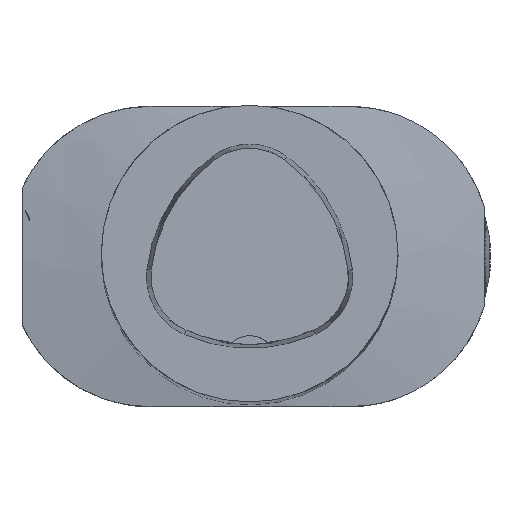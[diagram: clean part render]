
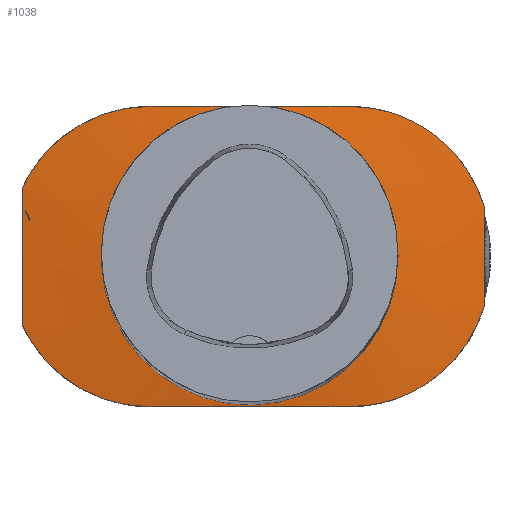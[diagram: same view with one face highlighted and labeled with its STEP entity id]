
A CAD part, top view. The second image highlights one B-rep face of the part: STEP entity #1038.
In plain terms, the highlighted conical face has half-angle 82 degrees and reference radius 64.99 mm.
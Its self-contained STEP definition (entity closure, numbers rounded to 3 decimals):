
#324=B_SPLINE_CURVE_WITH_KNOTS('',3,(#9627,#9628,#9629,#9630),
 .UNSPECIFIED.,.F.,.F.,(4,4),(0.,1.),.UNSPECIFIED.);
#325=B_SPLINE_CURVE_WITH_KNOTS('',3,(#9645,#9646,#9647,#9648,#9649,#9650,
#9651,#9652),.UNSPECIFIED.,.F.,.F.,(4,2,2,4),(0.,0.25,0.5,1.),
 .UNSPECIFIED.);
#326=B_SPLINE_CURVE_WITH_KNOTS('',3,(#9654,#9655,#9656,#9657,#9658,#9659,
#9660,#9661),.UNSPECIFIED.,.F.,.F.,(4,2,2,4),(0.,0.25,0.5,1.),
 .UNSPECIFIED.);
#327=B_SPLINE_CURVE_WITH_KNOTS('',3,(#9663,#9664,#9665,#9666,#9667,#9668),
 .UNSPECIFIED.,.F.,.F.,(4,2,4),(0.,0.5,1.),.UNSPECIFIED.);
#328=B_SPLINE_CURVE_WITH_KNOTS('',3,(#9670,#9671,#9672,#9673,#9674,#9675,
#9676,#9677,#9678,#9679),.UNSPECIFIED.,.F.,.F.,(4,2,2,2,4),(0.,0.25,0.5,
0.75,1.),.UNSPECIFIED.);
#329=B_SPLINE_CURVE_WITH_KNOTS('',3,(#9681,#9682,#9683,#9684),
 .UNSPECIFIED.,.F.,.F.,(4,4),(0.,1.),.UNSPECIFIED.);
#330=B_SPLINE_CURVE_WITH_KNOTS('',3,(#9686,#9687,#9688,#9689,#9690,#9691,
#9692,#9693,#9694,#9695),.UNSPECIFIED.,.F.,.F.,(4,2,2,2,4),(0.,0.25,0.5,
0.75,1.),.UNSPECIFIED.);
#331=B_SPLINE_CURVE_WITH_KNOTS('',3,(#9697,#9698,#9699,#9700,#9701,#9702),
 .UNSPECIFIED.,.F.,.F.,(4,2,4),(0.,0.5,1.),.UNSPECIFIED.);
#613=CONICAL_SURFACE('',#6996,64.99,82.);
#1038=ADVANCED_FACE('',(#2528,#2529),#613,.T.);
#2528=FACE_BOUND('',#2610,.T.);
#2529=FACE_BOUND('',#2611,.T.);
#2610=EDGE_LOOP('',(#3284));
#2611=EDGE_LOOP('',(#3285,#3286,#3287,#3288,#3289,#3290,#3291,#3292));
#3284=ORIENTED_EDGE('',*,*,#5677,.F.);
#3285=ORIENTED_EDGE('',*,*,#5936,.T.);
#3286=ORIENTED_EDGE('',*,*,#5930,.T.);
#3287=ORIENTED_EDGE('',*,*,#5937,.F.);
#3288=ORIENTED_EDGE('',*,*,#5938,.T.);
#3289=ORIENTED_EDGE('',*,*,#5939,.T.);
#3290=ORIENTED_EDGE('',*,*,#5940,.T.);
#3291=ORIENTED_EDGE('',*,*,#5941,.F.);
#3292=ORIENTED_EDGE('',*,*,#5942,.F.);
#4998=VERTEX_POINT('',#9108);
#5233=VERTEX_POINT('',#9622);
#5235=VERTEX_POINT('',#9626);
#5241=VERTEX_POINT('',#9653);
#5242=VERTEX_POINT('',#9662);
#5243=VERTEX_POINT('',#9669);
#5244=VERTEX_POINT('',#9680);
#5245=VERTEX_POINT('',#9685);
#5246=VERTEX_POINT('',#9696);
#5677=EDGE_CURVE('',#4998,#4998,#6688,.T.);
#5930=EDGE_CURVE('',#5233,#5235,#324,.T.);
#5936=EDGE_CURVE('',#5241,#5233,#325,.T.);
#5937=EDGE_CURVE('',#5242,#5235,#326,.T.);
#5938=EDGE_CURVE('',#5242,#5243,#327,.T.);
#5939=EDGE_CURVE('',#5243,#5244,#328,.T.);
#5940=EDGE_CURVE('',#5244,#5245,#329,.T.);
#5941=EDGE_CURVE('',#5246,#5245,#330,.T.);
#5942=EDGE_CURVE('',#5241,#5246,#331,.T.);
#6688=CIRCLE('',#6888,40.);
#6888=AXIS2_PLACEMENT_3D('',#9107,#7450,#7451);
#6996=AXIS2_PLACEMENT_3D('',#9703,#7841,#7842);
#7450=DIRECTION('',(0.,0.,1.));
#7451=DIRECTION('',(1.,0.,0.));
#7841=DIRECTION('',(0.,0.,-1.));
#7842=DIRECTION('',(-1.,0.,0.));
#9107=CARTESIAN_POINT('',(0.,0.,-458.488));
#9108=CARTESIAN_POINT('',(40.,0.,-458.488));
#9622=CARTESIAN_POINT('',(63.25,-13.49,-461.955));
#9626=CARTESIAN_POINT('',(63.25,13.49,-461.955));
#9627=CARTESIAN_POINT('',(63.25,-13.49,-461.955));
#9628=CARTESIAN_POINT('',(63.25,-4.493,-461.692));
#9629=CARTESIAN_POINT('',(63.25,4.507,-461.692));
#9630=CARTESIAN_POINT('',(63.25,13.49,-461.955));
#9645=CARTESIAN_POINT('',(26.874,-40.5,-459.697));
#9646=CARTESIAN_POINT('',(30.951,-40.5,-460.014));
#9647=CARTESIAN_POINT('',(34.925,-39.86,-460.297));
#9648=CARTESIAN_POINT('',(42.666,-37.303,-460.815));
#9649=CARTESIAN_POINT('',(46.247,-35.443,-461.037));
#9650=CARTESIAN_POINT('',(56.049,-28.172,-461.616));
#9651=CARTESIAN_POINT('',(60.905,-21.252,-461.861));
#9652=CARTESIAN_POINT('',(63.25,-13.49,-461.955));
#9653=CARTESIAN_POINT('',(26.874,-40.5,-459.697));
#9654=CARTESIAN_POINT('',(26.874,40.5,-459.697));
#9655=CARTESIAN_POINT('',(30.951,40.5,-460.014));
#9656=CARTESIAN_POINT('',(34.925,39.86,-460.297));
#9657=CARTESIAN_POINT('',(42.666,37.303,-460.815));
#9658=CARTESIAN_POINT('',(46.247,35.443,-461.037));
#9659=CARTESIAN_POINT('',(56.049,28.172,-461.616));
#9660=CARTESIAN_POINT('',(60.905,21.252,-461.861));
#9661=CARTESIAN_POINT('',(63.25,13.49,-461.955));
#9662=CARTESIAN_POINT('',(26.874,40.5,-459.697));
#9663=CARTESIAN_POINT('',(26.874,40.5,-459.697));
#9664=CARTESIAN_POINT('',(17.924,40.5,-459.002));
#9665=CARTESIAN_POINT('',(8.953,40.5,-458.558));
#9666=CARTESIAN_POINT('',(-8.965,40.5,-458.558));
#9667=CARTESIAN_POINT('',(-17.923,40.5,-459.002));
#9668=CARTESIAN_POINT('',(-26.874,40.5,-459.697));
#9669=CARTESIAN_POINT('',(-26.874,40.5,-459.697));
#9670=CARTESIAN_POINT('',(-26.874,40.5,-459.697));
#9671=CARTESIAN_POINT('',(-30.505,40.5,-459.979));
#9672=CARTESIAN_POINT('',(-34.054,39.99,-460.234));
#9673=CARTESIAN_POINT('',(-40.99,37.965,-460.705));
#9674=CARTESIAN_POINT('',(-44.296,36.462,-460.916));
#9675=CARTESIAN_POINT('',(-50.356,32.592,-461.283));
#9676=CARTESIAN_POINT('',(-53.139,30.196,-461.442));
#9677=CARTESIAN_POINT('',(-57.859,24.789,-461.699));
#9678=CARTESIAN_POINT('',(-59.861,21.713,-461.801));
#9679=CARTESIAN_POINT('',(-61.385,18.406,-461.873));
#9680=CARTESIAN_POINT('',(-61.385,18.406,-461.873));
#9681=CARTESIAN_POINT('',(-61.385,18.406,-461.873));
#9682=CARTESIAN_POINT('',(-61.385,6.153,-461.378));
#9683=CARTESIAN_POINT('',(-61.385,-6.129,-461.377));
#9684=CARTESIAN_POINT('',(-61.385,-18.406,-461.873));
#9685=CARTESIAN_POINT('',(-61.385,-18.406,-461.873));
#9686=CARTESIAN_POINT('',(-26.874,-40.5,-459.697));
#9687=CARTESIAN_POINT('',(-30.505,-40.5,-459.979));
#9688=CARTESIAN_POINT('',(-34.054,-39.99,-460.234));
#9689=CARTESIAN_POINT('',(-40.99,-37.965,-460.705));
#9690=CARTESIAN_POINT('',(-44.296,-36.462,-460.916));
#9691=CARTESIAN_POINT('',(-50.356,-32.592,-461.283));
#9692=CARTESIAN_POINT('',(-53.139,-30.196,-461.442));
#9693=CARTESIAN_POINT('',(-57.859,-24.789,-461.699));
#9694=CARTESIAN_POINT('',(-59.861,-21.713,-461.801));
#9695=CARTESIAN_POINT('',(-61.385,-18.406,-461.873));
#9696=CARTESIAN_POINT('',(-26.874,-40.5,-459.697));
#9697=CARTESIAN_POINT('',(26.874,-40.5,-459.697));
#9698=CARTESIAN_POINT('',(17.924,-40.5,-459.002));
#9699=CARTESIAN_POINT('',(8.953,-40.5,-458.558));
#9700=CARTESIAN_POINT('',(-8.965,-40.5,-458.558));
#9701=CARTESIAN_POINT('',(-17.923,-40.5,-459.002));
#9702=CARTESIAN_POINT('',(-26.874,-40.5,-459.697));
#9703=CARTESIAN_POINT('',(0.,0.,-462.));
